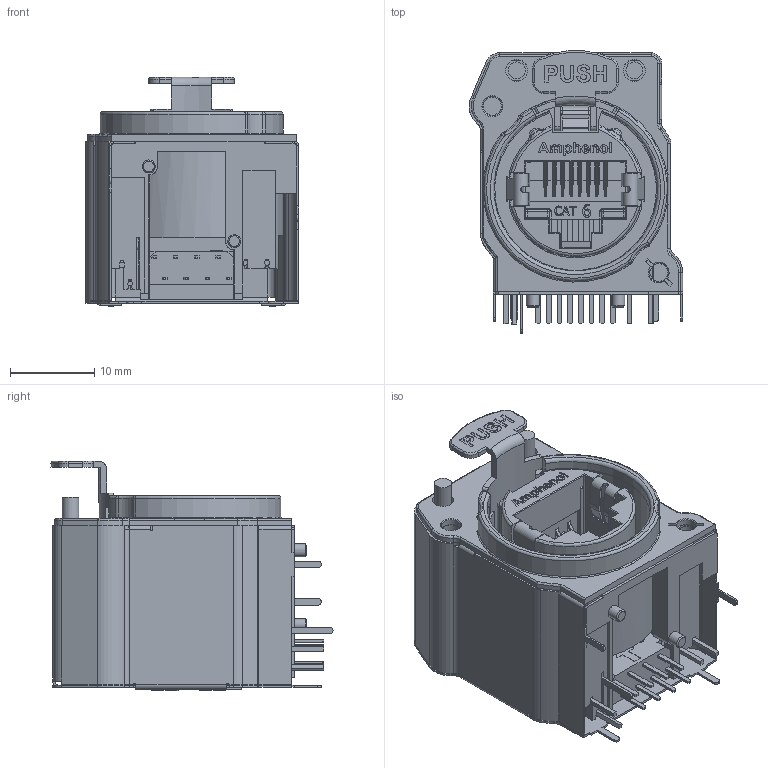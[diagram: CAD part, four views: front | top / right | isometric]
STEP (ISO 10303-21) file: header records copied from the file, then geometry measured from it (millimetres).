
FILE_DESCRIPTION(/* description */ (''),/* implementation_level */ '2;1');
FILE_NAME(/* name */ '55010837-000.stp',/* time_stamp */ '2024-03-07T13:52:06+11:00',/* author */ ('justin'),/* organization */ (''),/* preprocessor_version */ 'ST-DEVELOPER v18.1',/* originating_system */ 'Autodesk Inventor 2022',/* authorisation */ '');
FILE_SCHEMA (('AUTOMOTIVE_DESIGN { 1 0 10303 214 3 1 1 }'));
Products named in the file (12): 55010837-000; 51270100-530; 53480098-330; 52080006-331; 5203000*-930; 5203000*- 930; 50300304-030; 50300303-030; 50300303-030_1; 552590045-730; 52830004-030; 51560102-930 
Assembly tree (11 placements, depth 2):
  55010837-000
    51270100-530
    53480098-330
    52080006-331
    5203000*-930
    5203000*- 930
    50300304-030
    50300303-030
    50300303-030_1
    552590045-730
    52830004-030
    51560102-930 
Bounding box: 25.39 x 33.58 x 27.3 mm (x, y, z)
Volume: 5715.3 mm3; surface area: 15185.9 mm2
Topology: 11 solids, 12 shells, 2542 faces, 6954 edges, 4460 vertices
Faces by surface type: plane 1838, cylinder 457, bspline 130, torus 64, cone 49, sphere 4
Full cylindrical faces by diameter (mm): 0.7 x8, 0.75 x8, 1 x1, 1.2 x4, 1.3 x3, 1.35 x6, 1.384 x2, 1.55 x2, 2 x2, 2.1 x1, 2.15 x2, 2.3 x1, 2.6 x2
Entity records: 82383 total; most frequent: CARTESIAN_POINT 17449, ORIENTED_EDGE 13856, DIRECTION 12567, EDGE_CURVE 6943, LINE 5427, VECTOR 5427, VERTEX_POINT 4460, AXIS2_PLACEMENT_3D 3570
